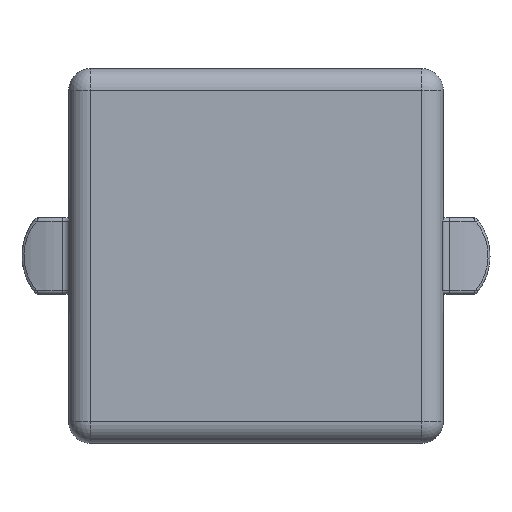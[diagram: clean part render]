
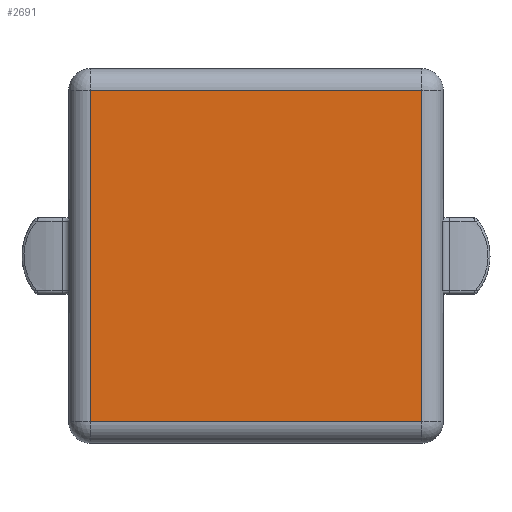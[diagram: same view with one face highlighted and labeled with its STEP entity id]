
A CAD part, top view. The second image highlights one B-rep face of the part: STEP entity #2691.
In plain terms, the highlighted planar face has unit normal (0, 0, 1).
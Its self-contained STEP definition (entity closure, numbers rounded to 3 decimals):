
#475=DIRECTION('',(0.,-1.,0.));
#476=VECTOR('',#475,30.4);
#477=CARTESIAN_POINT('',(-15.2,15.2,1.));
#478=LINE('',#477,#476);
#822=DIRECTION('',(0.,1.,0.));
#823=VECTOR('',#822,30.4);
#824=CARTESIAN_POINT('',(15.2,-15.2,1.));
#825=LINE('',#824,#823);
#853=DIRECTION('',(1.,0.,0.));
#854=VECTOR('',#853,30.4);
#855=CARTESIAN_POINT('',(-15.2,-15.2,1.));
#856=LINE('',#855,#854);
#876=DIRECTION('',(-1.,0.,0.));
#877=VECTOR('',#876,30.4);
#878=CARTESIAN_POINT('',(15.2,15.2,1.));
#879=LINE('',#878,#877);
#1138=CARTESIAN_POINT('',(15.2,-15.2,1.));
#1139=CARTESIAN_POINT('',(15.2,15.2,1.));
#1140=VERTEX_POINT('',#1138);
#1141=VERTEX_POINT('',#1139);
#1146=CARTESIAN_POINT('',(-15.2,15.2,1.));
#1147=VERTEX_POINT('',#1146);
#1148=CARTESIAN_POINT('',(-15.2,-15.2,1.));
#1149=VERTEX_POINT('',#1148);
#2679=CARTESIAN_POINT('',(0.,0.,1.));
#2680=DIRECTION('',(0.,0.,1.));
#2681=DIRECTION('',(1.,0.,0.));
#2682=AXIS2_PLACEMENT_3D('',#2679,#2680,#2681);
#2683=PLANE('',#2682);
#2684=ORIENTED_EDGE('',*,*,#2622,.F.);
#2685=ORIENTED_EDGE('',*,*,#2662,.F.);
#2686=ORIENTED_EDGE('',*,*,#2027,.F.);
#2688=ORIENTED_EDGE('',*,*,#2687,.F.);
#2689=EDGE_LOOP('',(#2684,#2685,#2686,#2688));
#2690=FACE_OUTER_BOUND('',#2689,.F.);
#2691=ADVANCED_FACE('',(#2690),#2683,.T.);
#2027=EDGE_CURVE('',#1147,#1149,#478,.T.);
#2622=EDGE_CURVE('',#1140,#1141,#825,.T.);
#2662=EDGE_CURVE('',#1149,#1140,#856,.T.);
#2687=EDGE_CURVE('',#1141,#1147,#879,.T.);
